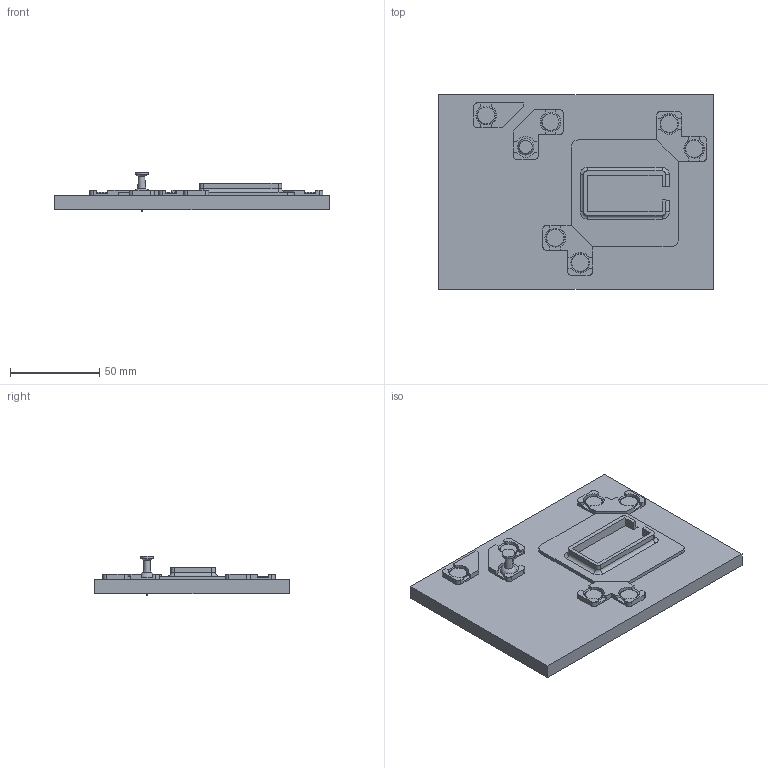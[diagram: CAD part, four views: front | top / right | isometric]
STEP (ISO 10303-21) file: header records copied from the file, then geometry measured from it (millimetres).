
FILE_DESCRIPTION(('FreeCAD Model'),'2;1');
FILE_NAME('corner-holder-assembly.step','2017-04-08T12:34:53',(''),(''), 'Open CASCADE STEP processor 6.8','FreeCAD','Unknown');
FILE_SCHEMA(('AUTOMOTIVE_DESIGN_CC2 { 1 2 10303 214 -1 1 5 4 }'));
Length unit declared in the file: millimetre
Products named in the file (14): ASSEMBLY; board; corner-holder-single; Pushpin-1; white-Pushpin; corner-holder-double; pushpin-2; servo-support; corner-holder-double001; corner-holder-double002; white-Pushpin001; Pushpin-003; Pushpin-002; white-Pushpin002
Assembly tree (13 placements, depth 2):
  ASSEMBLY
    board
    corner-holder-single
    Pushpin-1
    white-Pushpin
    corner-holder-double
    pushpin-2
    servo-support
    corner-holder-double001
    corner-holder-double002
    white-Pushpin001
    Pushpin-003
    Pushpin-002
    white-Pushpin002
Bounding box: 154.17 x 109.43 x 22.45 mm (x, y, z)
Volume: 147611.3 mm3; surface area: 54687 mm2
Topology: 20 solids, 20 shells, 261 faces, 573 edges, 372 vertices
Faces by surface type: plane 160, cylinder 75, cone 15, torus 10, revolution 1
Full cylindrical faces by diameter (mm): 1 x6, 1.15 x1, 1.3 x1, 1.8 x7, 7.3 x1, 8.9 x6, 9.5 x6, 9.55 x6
Entity records: 15651 total; most frequent: CARTESIAN_POINT 2578, DIRECTION 2396, LINE 1338, VECTOR 1338, ORIENTED_EDGE 1146, PCURVE 1146, DEFINITIONAL_REPRESENTATION 1146, EDGE_CURVE 573
